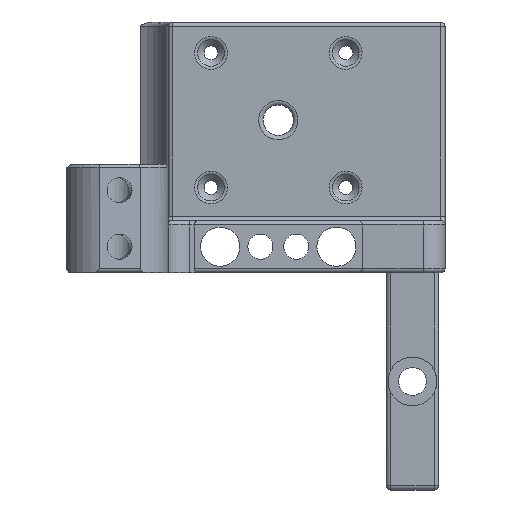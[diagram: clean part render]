
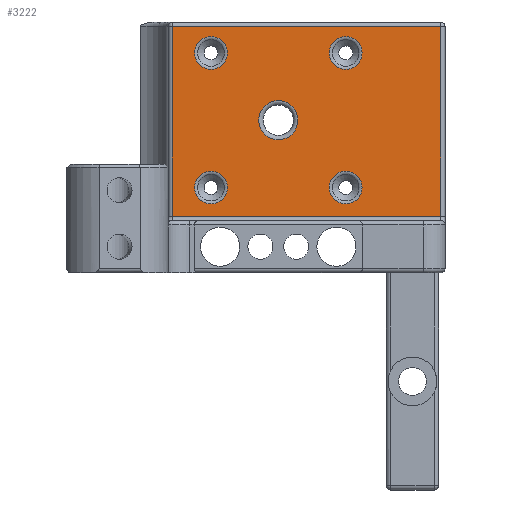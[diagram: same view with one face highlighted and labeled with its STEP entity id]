
A CAD part, left-side view. The second image highlights one B-rep face of the part: STEP entity #3222.
In plain terms, the highlighted planar face has unit normal (-1, 0, 0).
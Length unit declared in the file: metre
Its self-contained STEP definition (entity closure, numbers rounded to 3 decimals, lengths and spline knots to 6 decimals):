
#304=CIRCLE('',#3519,0.003774);
#305=CIRCLE('',#3520,0.003774);
#306=CIRCLE('',#3521,0.003774);
#307=CIRCLE('',#3522,0.003774);
#308=CIRCLE('',#3523,0.0045);
#702=ORIENTED_EDGE('',*,*,#1539,.T.);
#703=ORIENTED_EDGE('',*,*,#1540,.T.);
#704=ORIENTED_EDGE('',*,*,#1541,.T.);
#705=ORIENTED_EDGE('',*,*,#1542,.T.);
#706=ORIENTED_EDGE('',*,*,#1543,.T.);
#707=ORIENTED_EDGE('',*,*,#1544,.T.);
#708=ORIENTED_EDGE('',*,*,#1545,.T.);
#709=ORIENTED_EDGE('',*,*,#1546,.T.);
#710=ORIENTED_EDGE('',*,*,#1547,.T.);
#1539=EDGE_CURVE('',#1953,#1953,#304,.T.);
#1540=EDGE_CURVE('',#1954,#1954,#305,.T.);
#1541=EDGE_CURVE('',#1955,#1955,#306,.T.);
#1542=EDGE_CURVE('',#1956,#1956,#307,.T.);
#1543=EDGE_CURVE('',#1957,#1957,#308,.T.);
#1544=EDGE_CURVE('',#1958,#1959,#2195,.F.);
#1545=EDGE_CURVE('',#1959,#1960,#2196,.T.);
#1546=EDGE_CURVE('',#1960,#1961,#2197,.T.);
#1547=EDGE_CURVE('',#1961,#1958,#2198,.F.);
#1953=VERTEX_POINT('',#5486);
#1954=VERTEX_POINT('',#5488);
#1955=VERTEX_POINT('',#5490);
#1956=VERTEX_POINT('',#5492);
#1957=VERTEX_POINT('',#5494);
#1958=VERTEX_POINT('',#5496);
#1959=VERTEX_POINT('',#5497);
#1960=VERTEX_POINT('',#5499);
#1961=VERTEX_POINT('',#5501);
#2195=LINE('',#5495,#2413);
#2196=LINE('',#5498,#2414);
#2197=LINE('',#5500,#2415);
#2198=LINE('',#5502,#2416);
#2413=VECTOR('',#4201,1.);
#2414=VECTOR('',#4202,1.);
#2415=VECTOR('',#4203,1.);
#2416=VECTOR('',#4204,1.);
#2594=EDGE_LOOP('',(#702));
#2595=EDGE_LOOP('',(#703));
#2596=EDGE_LOOP('',(#704));
#2597=EDGE_LOOP('',(#705));
#2598=EDGE_LOOP('',(#706));
#2599=EDGE_LOOP('',(#707,#708,#709,#710));
#2902=FACE_BOUND('',#2594,.T.);
#2903=FACE_BOUND('',#2595,.T.);
#2904=FACE_BOUND('',#2596,.T.);
#2905=FACE_BOUND('',#2597,.T.);
#2906=FACE_BOUND('',#2598,.T.);
#2907=FACE_BOUND('',#2599,.T.);
#3133=PLANE('',#3518);
#3222=ADVANCED_FACE('',(#2902,#2903,#2904,#2905,#2906,#2907),#3133,.F.);
#3518=AXIS2_PLACEMENT_3D('',#5484,#4189,#4190);
#3519=AXIS2_PLACEMENT_3D('',#5485,#4191,#4192);
#3520=AXIS2_PLACEMENT_3D('',#5487,#4193,#4194);
#3521=AXIS2_PLACEMENT_3D('',#5489,#4195,#4196);
#3522=AXIS2_PLACEMENT_3D('',#5491,#4197,#4198);
#3523=AXIS2_PLACEMENT_3D('',#5493,#4199,#4200);
#4189=DIRECTION('',(1.,0.,0.));
#4190=DIRECTION('',(0.,1.,0.));
#4191=DIRECTION('',(1.,0.,0.));
#4192=DIRECTION('',(0.,1.,0.));
#4193=DIRECTION('',(1.,0.,0.));
#4194=DIRECTION('',(0.,1.,0.));
#4195=DIRECTION('',(1.,0.,0.));
#4196=DIRECTION('',(0.,1.,0.));
#4197=DIRECTION('',(1.,0.,0.));
#4198=DIRECTION('',(0.,1.,0.));
#4199=DIRECTION('',(1.,0.,0.));
#4200=DIRECTION('',(0.,1.,0.));
#4201=DIRECTION('',(0.,-1.,0.));
#4202=DIRECTION('',(0.,0.,-1.));
#4203=DIRECTION('',(0.,-1.,0.));
#4204=DIRECTION('',(0.,0.,-1.));
#5484=CARTESIAN_POINT('',(0.0136,-0.0375,0.09697));
#5485=CARTESIAN_POINT('',(0.0136,-0.053,0.08986));
#5486=CARTESIAN_POINT('',(0.0136,-0.049226,0.08986));
#5487=CARTESIAN_POINT('',(0.0136,-0.022,0.08986));
#5488=CARTESIAN_POINT('',(0.0136,-0.018226,0.08986));
#5489=CARTESIAN_POINT('',(0.0136,-0.022,0.05886));
#5490=CARTESIAN_POINT('',(0.0136,-0.018226,0.05886));
#5491=CARTESIAN_POINT('',(0.0136,-0.053,0.05886));
#5492=CARTESIAN_POINT('',(0.0136,-0.049226,0.05886));
#5493=CARTESIAN_POINT('',(0.0136,-0.0375,0.07436));
#5494=CARTESIAN_POINT('',(0.0136,-0.033,0.07436));
#5495=CARTESIAN_POINT('',(0.0136,-0.01212,0.09597));
#5496=CARTESIAN_POINT('',(0.0136,-0.07488,0.09597));
#5497=CARTESIAN_POINT('',(0.0136,-0.01312,0.09597));
#5498=CARTESIAN_POINT('',(0.0136,-0.01312,0.05125));
#5499=CARTESIAN_POINT('',(0.0136,-0.01312,0.05225));
#5500=CARTESIAN_POINT('',(0.0136,-0.0375,0.05225));
#5501=CARTESIAN_POINT('',(0.0136,-0.07488,0.05225));
#5502=CARTESIAN_POINT('',(0.0136,-0.07488,0.09697));
